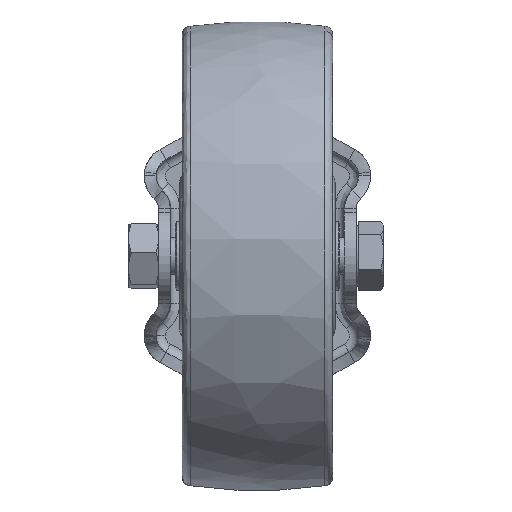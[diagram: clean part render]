
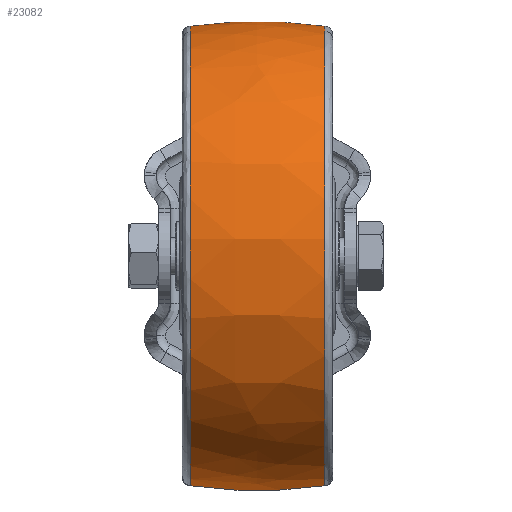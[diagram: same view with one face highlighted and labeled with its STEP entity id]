
A CAD part, front view. The second image highlights one B-rep face of the part: STEP entity #23082.
In plain terms, the highlighted free-form (B-spline) face has degree [3, 3] with [4, 4] control points.
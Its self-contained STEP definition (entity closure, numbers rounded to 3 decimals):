
#195 = AXIS2_PLACEMENT_3D ( 'NONE', #20087, #855, #23360 ) ;
#456 = CARTESIAN_POINT ( 'NONE',  ( 4.795, -100.688, 50.344 ) ) ;
#855 = DIRECTION ( 'NONE',  ( 0., 1., 0. ) ) ;
#1324 = EDGE_CURVE ( 'NONE', #34465, #3977, #18947, .T. ) ;
#1717 = CARTESIAN_POINT ( 'NONE',  ( -14.286, 0., 48.974 ) ) ;
#3719 = CARTESIAN_POINT ( 'NONE',  ( 14.286, 0., -48.974 ) ) ;
#3977 = VERTEX_POINT ( 'NONE', #17861 ) ;
#4292 = CARTESIAN_POINT ( 'NONE',  ( -14.286, 0., 0. ) ) ;
#6836 = CARTESIAN_POINT ( 'NONE',  ( -14.286, -97.949, -48.974 ) ) ;
#6973 = CARTESIAN_POINT ( 'NONE',  ( 14.286, -97.949, 48.974 ) ) ;
#7562 = DIRECTION ( 'NONE',  ( 0., 0., 1. ) ) ;
#8658 = VERTEX_POINT ( 'NONE', #13068 ) ;
#10097 = CARTESIAN_POINT ( 'NONE',  ( -14.286, 0., 48.974 ) ) ;
#12179 = CARTESIAN_POINT ( 'NONE',  ( 0., 0., 50. ) ) ;
#13068 = CARTESIAN_POINT ( 'NONE',  ( 14.286, 0., 48.974 ) ) ;
#13145 = CIRCLE ( 'NONE', #195, 100. ) ;
#13278 = CARTESIAN_POINT ( 'NONE',  ( -4.795, -100.688, -50.344 ) ) ;
#15046 = EDGE_CURVE ( 'NONE', #17728, #8658, #13145, .T. ) ;
#15405 = DIRECTION ( 'NONE',  ( 0., 0., -1. ) ) ;
#16485 = CARTESIAN_POINT ( 'NONE',  ( -4.795, 0., 50.344 ) ) ;
#17728 = VERTEX_POINT ( 'NONE', #1717 ) ;
#17861 = CARTESIAN_POINT ( 'NONE',  ( 14.286, 0., -48.974 ) ) ;
#18111 = CARTESIAN_POINT ( 'NONE',  ( 14.286, 0., 0. ) ) ;
#18947 = CIRCLE ( 'NONE', #39795, 100. ) ;
#19324 = EDGE_CURVE ( 'NONE', #3977, #8658, #30593, .T. ) ;
#19438 = ORIENTED_EDGE ( 'NONE', *, *, #19324, .T. ) ;
#19713 = CARTESIAN_POINT ( 'NONE',  ( 4.795, -100.688, -50.344 ) ) ;
#20087 = CARTESIAN_POINT ( 'NONE',  ( 0., 0., -50. ) ) ;
#20373 = AXIS2_PLACEMENT_3D ( 'NONE', #4292, #26788, #7562 ) ;
#21355 = DIRECTION ( 'NONE',  ( 0., 0., 1. ) ) ;
#22996 = CARTESIAN_POINT ( 'NONE',  ( 4.795, 0., 50.344 ) ) ;
#23082 = ADVANCED_FACE ( 'NONE', ( #35361 ), #40732, .T. ) ;
#23316 = ORIENTED_EDGE ( 'NONE', *, *, #15046, .F. ) ;
#23360 = DIRECTION ( 'NONE',  ( 0., 0., 1. ) ) ;
#24931 = AXIS2_PLACEMENT_3D ( 'NONE', #18111, #40613, #21355 ) ;
#26221 = CARTESIAN_POINT ( 'NONE',  ( 14.286, -97.949, -48.974 ) ) ;
#26788 = DIRECTION ( 'NONE',  ( 1., 0., 0. ) ) ;
#29283 = CARTESIAN_POINT ( 'NONE',  ( -14.286, -97.949, 48.974 ) ) ;
#29429 = CARTESIAN_POINT ( 'NONE',  ( 14.286, 0., 48.974 ) ) ;
#30593 = CIRCLE ( 'NONE', #24931, 48.974 ) ;
#32533 = CARTESIAN_POINT ( 'NONE',  ( -4.795, 0., -50.344 ) ) ;
#33923 = ORIENTED_EDGE ( 'NONE', *, *, #40892, .T. ) ;
#34465 = VERTEX_POINT ( 'NONE', #34933 ) ;
#34676 = DIRECTION ( 'NONE',  ( 0., -1., 0. ) ) ;
#34779 = ORIENTED_EDGE ( 'NONE', *, *, #1324, .T. ) ;
#34933 = CARTESIAN_POINT ( 'NONE',  ( -14.286, 0., -48.974 ) ) ;
#35361 = FACE_OUTER_BOUND ( 'NONE', #41434, .T. ) ;
#35628 = CARTESIAN_POINT ( 'NONE',  ( -14.286, 0., -48.974 ) ) ;
#35755 = CARTESIAN_POINT ( 'NONE',  ( -4.795, -100.688, 50.344 ) ) ;
#38993 = CARTESIAN_POINT ( 'NONE',  ( 4.795, 0., -50.344 ) ) ;
#39795 = AXIS2_PLACEMENT_3D ( 'NONE', #12179, #34676, #15405 ) ;
#40338 = CIRCLE ( 'NONE', #20373, 48.974 ) ;
#40613 = DIRECTION ( 'NONE',  ( -1., 0., 0. ) ) ;
#40732 =( BOUNDED_SURFACE ( )  B_SPLINE_SURFACE ( 3, 3, ( 
 ( #35628, #6836, #29283, #10097 ),
 ( #32533, #13278, #35755, #16485 ),
 ( #38993, #19713, #456, #22996 ),
 ( #3719, #26221, #6973, #29429 ) ),
 .UNSPECIFIED., .F., .F., .F. ) 
 B_SPLINE_SURFACE_WITH_KNOTS ( ( 4, 4 ),
 ( 4, 4 ),
 ( 0., 1. ),
 ( 0., 1. ),
 .UNSPECIFIED. ) 
 GEOMETRIC_REPRESENTATION_ITEM ( )  RATIONAL_B_SPLINE_SURFACE ( (
 ( 1., 0.333, 0.333, 1.),
 ( 0.993, 0.331, 0.331, 0.993),
 ( 0.993, 0.331, 0.331, 0.993),
 ( 1., 0.333, 0.333, 1.) ) ) 
 REPRESENTATION_ITEM ( '' )  SURFACE ( )  );
#40892 = EDGE_CURVE ( 'NONE', #17728, #34465, #40338, .T. ) ;
#41434 = EDGE_LOOP ( 'NONE', ( #33923, #34779, #19438, #23316 ) ) ;
